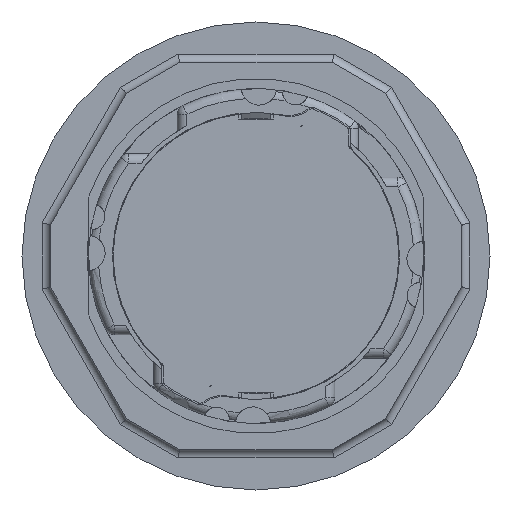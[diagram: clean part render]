
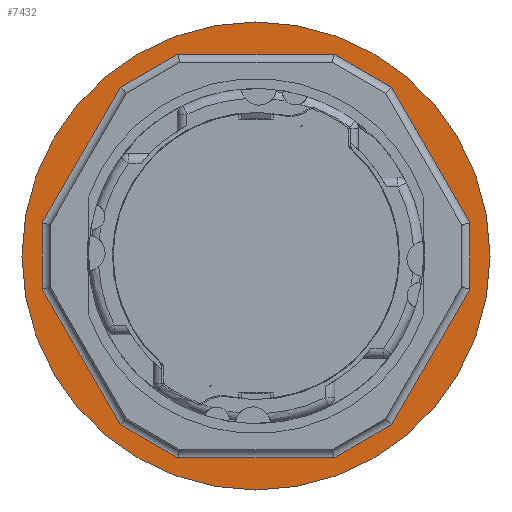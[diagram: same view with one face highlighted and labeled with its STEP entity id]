
A CAD part, front view. The second image highlights one B-rep face of the part: STEP entity #7432.
In plain terms, the highlighted planar face has unit normal (0, -1, 0).
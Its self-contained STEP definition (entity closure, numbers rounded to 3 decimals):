
#326=PLANE('',#8060);
#440=FACE_BOUND('',#1038,.T.);
#633=FACE_OUTER_BOUND('',#1037,.T.);
#1037=EDGE_LOOP('',(#5919,#5920));
#1038=EDGE_LOOP('',(#5921,#5922,#5923,#5924,#5925,#5926,#5927,#5928,#5929,
#5930,#5931,#5932));
#1472=CIRCLE('',#8061,14.5);
#1473=CIRCLE('',#8062,14.5);
#2024=LINE('',#12820,#2575);
#2026=LINE('',#12827,#2577);
#2028=LINE('',#12833,#2579);
#2030=LINE('',#12839,#2581);
#2032=LINE('',#12845,#2583);
#2034=LINE('',#12851,#2585);
#2036=LINE('',#12857,#2587);
#2038=LINE('',#12863,#2589);
#2040=LINE('',#12869,#2591);
#2042=LINE('',#12875,#2593);
#2044=LINE('',#12881,#2595);
#2046=LINE('',#12884,#2597);
#2575=VECTOR('',#9561,10.);
#2577=VECTOR('',#9569,10.);
#2579=VECTOR('',#9575,10.);
#2581=VECTOR('',#9581,10.);
#2583=VECTOR('',#9587,10.);
#2585=VECTOR('',#9593,10.);
#2587=VECTOR('',#9599,10.);
#2589=VECTOR('',#9605,10.);
#2591=VECTOR('',#9611,10.);
#2593=VECTOR('',#9617,10.);
#2595=VECTOR('',#9623,10.);
#2597=VECTOR('',#9627,10.);
#3259=VERTEX_POINT('',#12817);
#3260=VERTEX_POINT('',#12819);
#3262=VERTEX_POINT('',#12825);
#3264=VERTEX_POINT('',#12831);
#3266=VERTEX_POINT('',#12837);
#3268=VERTEX_POINT('',#12843);
#3270=VERTEX_POINT('',#12849);
#3272=VERTEX_POINT('',#12855);
#3274=VERTEX_POINT('',#12861);
#3276=VERTEX_POINT('',#12867);
#3278=VERTEX_POINT('',#12873);
#3280=VERTEX_POINT('',#12879);
#3281=VERTEX_POINT('',#12899);
#3282=VERTEX_POINT('',#12900);
#4203=EDGE_CURVE('',#3259,#3260,#2024,.T.);
#4207=EDGE_CURVE('',#3262,#3259,#2026,.T.);
#4210=EDGE_CURVE('',#3264,#3262,#2028,.T.);
#4213=EDGE_CURVE('',#3266,#3264,#2030,.T.);
#4216=EDGE_CURVE('',#3268,#3266,#2032,.T.);
#4219=EDGE_CURVE('',#3270,#3268,#2034,.T.);
#4222=EDGE_CURVE('',#3272,#3270,#2036,.T.);
#4225=EDGE_CURVE('',#3274,#3272,#2038,.T.);
#4228=EDGE_CURVE('',#3276,#3274,#2040,.T.);
#4231=EDGE_CURVE('',#3278,#3276,#2042,.T.);
#4234=EDGE_CURVE('',#3280,#3278,#2044,.T.);
#4236=EDGE_CURVE('',#3260,#3280,#2046,.T.);
#4244=EDGE_CURVE('',#3281,#3282,#1472,.T.);
#4245=EDGE_CURVE('',#3282,#3281,#1473,.T.);
#5919=ORIENTED_EDGE('',*,*,#4244,.T.);
#5920=ORIENTED_EDGE('',*,*,#4245,.T.);
#5921=ORIENTED_EDGE('',*,*,#4203,.F.);
#5922=ORIENTED_EDGE('',*,*,#4207,.F.);
#5923=ORIENTED_EDGE('',*,*,#4210,.F.);
#5924=ORIENTED_EDGE('',*,*,#4213,.F.);
#5925=ORIENTED_EDGE('',*,*,#4216,.F.);
#5926=ORIENTED_EDGE('',*,*,#4219,.F.);
#5927=ORIENTED_EDGE('',*,*,#4222,.F.);
#5928=ORIENTED_EDGE('',*,*,#4225,.F.);
#5929=ORIENTED_EDGE('',*,*,#4228,.F.);
#5930=ORIENTED_EDGE('',*,*,#4231,.F.);
#5931=ORIENTED_EDGE('',*,*,#4234,.F.);
#5932=ORIENTED_EDGE('',*,*,#4236,.F.);
#7432=ADVANCED_FACE('',(#633,#440),#326,.T.);
#8060=AXIS2_PLACEMENT_3D('',#12898,#9647,#9648);
#8061=AXIS2_PLACEMENT_3D('',#12901,#9649,#9650);
#8062=AXIS2_PLACEMENT_3D('',#12902,#9651,#9652);
#9561=DIRECTION('',(-0.5,0.,0.866));
#9569=DIRECTION('',(0.,0.,1.));
#9575=DIRECTION('',(0.5,0.,0.866));
#9581=DIRECTION('',(0.866,0.,0.5));
#9587=DIRECTION('',(1.,0.,0.));
#9593=DIRECTION('',(0.866,0.,-0.5));
#9599=DIRECTION('',(0.5,0.,-0.866));
#9605=DIRECTION('',(0.,0.,-1.));
#9611=DIRECTION('',(-0.5,0.,-0.866));
#9617=DIRECTION('',(-0.866,0.,-0.5));
#9623=DIRECTION('',(-1.,0.,0.));
#9627=DIRECTION('',(-0.866,0.,0.5));
#9647=DIRECTION('center_axis',(0.,-1.,0.));
#9648=DIRECTION('ref_axis',(0.5,0.,-0.866));
#9649=DIRECTION('center_axis',(0.,-1.,0.));
#9650=DIRECTION('ref_axis',(0.866,0.,0.5));
#9651=DIRECTION('center_axis',(0.,-1.,0.));
#9652=DIRECTION('ref_axis',(0.866,0.,0.5));
#12817=CARTESIAN_POINT('',(13.25,6.75,2.05));
#12819=CARTESIAN_POINT('',(8.401,6.75,10.45));
#12820=CARTESIAN_POINT('',(9.646,6.75,8.292));
#12825=CARTESIAN_POINT('',(13.25,6.75,-2.05));
#12827=CARTESIAN_POINT('',(13.25,6.75,2.771));
#12831=CARTESIAN_POINT('',(8.401,6.75,-10.45));
#12833=CARTESIAN_POINT('',(13.574,6.75,-1.489));
#12837=CARTESIAN_POINT('',(4.849,6.75,-12.5));
#12839=CARTESIAN_POINT('',(10.594,6.75,-9.183));
#12843=CARTESIAN_POINT('',(-4.849,6.75,-12.5));
#12845=CARTESIAN_POINT('',(5.497,6.75,-12.5));
#12849=CARTESIAN_POINT('',(-8.401,6.75,-10.45));
#12851=CARTESIAN_POINT('',(-4.226,6.75,-12.86));
#12855=CARTESIAN_POINT('',(-13.25,6.75,-2.05));
#12857=CARTESIAN_POINT('',(-9.646,6.75,-8.292));
#12861=CARTESIAN_POINT('',(-13.25,6.75,2.05));
#12863=CARTESIAN_POINT('',(-13.25,6.75,0.854));
#12867=CARTESIAN_POINT('',(-8.401,6.75,10.45));
#12869=CARTESIAN_POINT('',(-10.434,6.75,6.927));
#12873=CARTESIAN_POINT('',(-4.849,6.75,12.5));
#12875=CARTESIAN_POINT('',(-4.315,6.75,12.808));
#12879=CARTESIAN_POINT('',(4.849,6.75,12.5));
#12881=CARTESIAN_POINT('',(0.782,6.75,12.5));
#12884=CARTESIAN_POINT('',(7.365,6.75,11.048));
#12898=CARTESIAN_POINT('Origin',(6.279,6.75,3.625));
#12899=CARTESIAN_POINT('',(12.557,6.75,7.25));
#12900=CARTESIAN_POINT('',(-12.557,6.75,-7.25));
#12901=CARTESIAN_POINT('Origin',(0.,6.75,
0.));
#12902=CARTESIAN_POINT('Origin',(0.,6.75,
0.));
